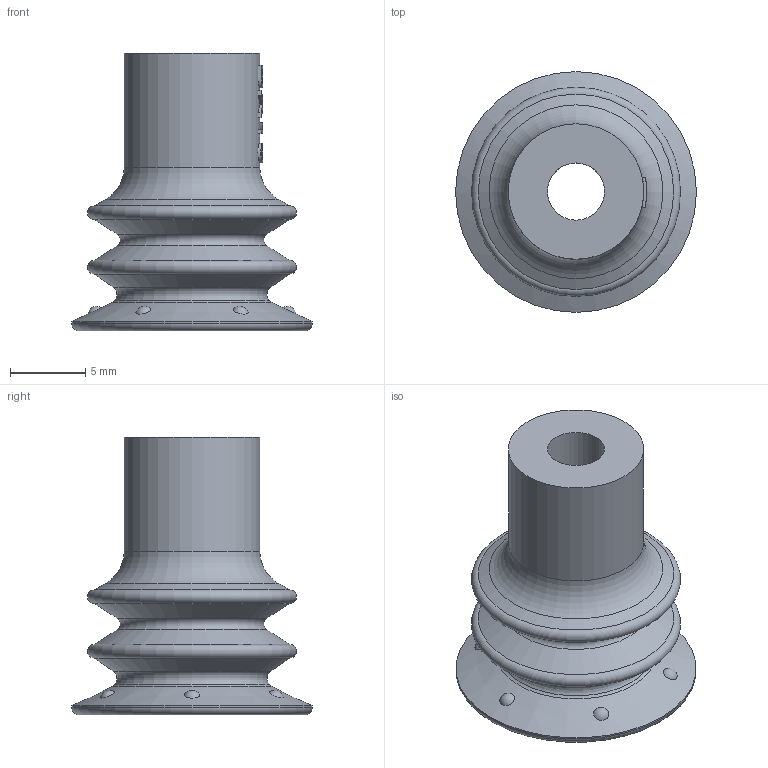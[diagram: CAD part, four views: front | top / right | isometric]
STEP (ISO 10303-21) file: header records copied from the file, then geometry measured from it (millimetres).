
FILE_DESCRIPTION( ( 'Unknown' ), '1' );
FILE_NAME( '0118505.stp', 'Unknown', ( 'Unknown' ), ( 'Unknown' ), 'PSStep 10.0', 'Unknown', ' ' );
FILE_SCHEMA( ( 'automotive_design' ) );
Length unit declared in the file: millimetre
Products named in the file (3): Assem1; 0118505-1; 0118505-2
Bounding box: 16 x 16 x 18.45 mm (x, y, z)
Volume: 1843.7 mm3; surface area: 3353.9 mm2
Topology: 4 solids, 4 shells, 162 faces, 390 edges, 252 vertices
Faces by surface type: plane 56, torus 26, extrusion 24, cylinder 22, cone 22, sphere 12
Full cylindrical faces by diameter (mm): 3.8 x4, 9 x2, 16 x2
Entity records: 3142 total; most frequent: CARTESIAN_POINT 935, DIRECTION 331, ORIENTED_EDGE 288, EDGE_CURVE 144, AXIS2_PLACEMENT_3D 134, EDGE_LOOP 125, VERTEX_POINT 109, FACE_OUTER_BOUND 97
